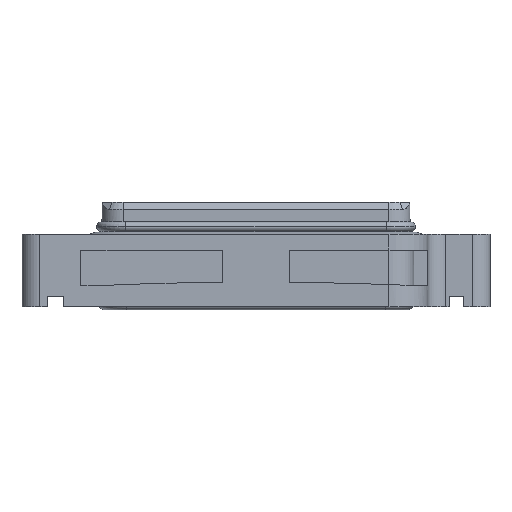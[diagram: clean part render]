
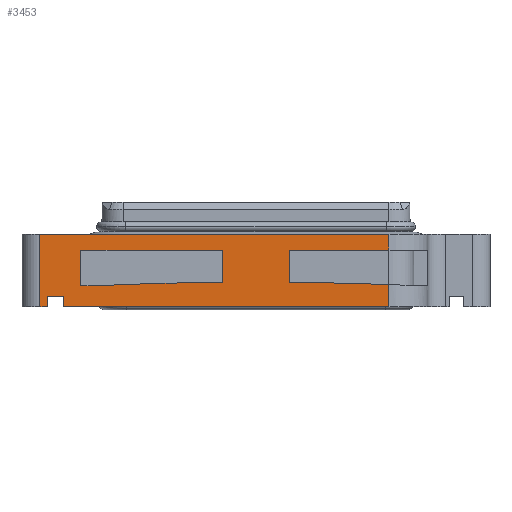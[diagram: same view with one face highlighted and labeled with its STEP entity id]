
A CAD part, left-side view. The second image highlights one B-rep face of the part: STEP entity #3453.
In plain terms, the highlighted planar face has unit normal (-1, 0, 0).
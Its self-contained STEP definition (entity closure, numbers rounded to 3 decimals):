
#3357=AXIS2_PLACEMENT_3D('Plane Axis2P3D',#3354,#3355,#3356) ;
#3368=AXIS2_PLACEMENT_3D('Circle Axis2P3D',#3366,#3367,$) ;
#3413=AXIS2_PLACEMENT_3D('Circle Axis2P3D',#3411,#3412,$) ;
#2536=CARTESIAN_POINT('Vertex',(0.,28.5,0.8)) ;
#2539=CARTESIAN_POINT('Line Origine',(0.,74.375,0.8)) ;
#2543=CARTESIAN_POINT('Vertex',(0.,120.25,0.8)) ;
#2696=CARTESIAN_POINT('Vertex',(0.,124.75,0.8)) ;
#2699=CARTESIAN_POINT('Line Origine',(0.,125.875,0.8)) ;
#2703=CARTESIAN_POINT('Vertex',(0.,127.,0.8)) ;
#2753=CARTESIAN_POINT('Vertex',(0.,124.75,3.8)) ;
#2756=CARTESIAN_POINT('Line Origine',(0.,124.75,2.3)) ;
#2777=CARTESIAN_POINT('Vertex',(0.,120.25,3.8)) ;
#2780=CARTESIAN_POINT('Line Origine',(0.,122.5,3.8)) ;
#2797=CARTESIAN_POINT('Line Origine',(0.,120.25,2.3)) ;
#2898=CARTESIAN_POINT('Vertex',(0.,127.,21.3)) ;
#2901=CARTESIAN_POINT('Line Origine',(0.,77.75,21.3)) ;
#2905=CARTESIAN_POINT('Vertex',(0.,28.5,21.3)) ;
#3354=CARTESIAN_POINT('Axis2P3D Location',(0.,132.,0.8)) ;
#3359=CARTESIAN_POINT('Line Origine',(0.,28.5,3.944)) ;
#3363=CARTESIAN_POINT('Vertex',(0.,28.5,7.087)) ;
#3366=CARTESIAN_POINT('Axis2P3D Location',(0.,66.,-992.209)) ;
#3370=CARTESIAN_POINT('Vertex',(0.,56.6,7.746)) ;
#3373=CARTESIAN_POINT('Line Origine',(0.,56.6,12.273)) ;
#3377=CARTESIAN_POINT('Vertex',(0.,56.6,16.8)) ;
#3380=CARTESIAN_POINT('Line Origine',(0.,42.55,16.8)) ;
#3384=CARTESIAN_POINT('Vertex',(0.,28.5,16.8)) ;
#3387=CARTESIAN_POINT('Line Origine',(0.,28.5,19.05)) ;
#3392=CARTESIAN_POINT('Line Origine',(0.,127.,11.05)) ;
#3411=CARTESIAN_POINT('Axis2P3D Location',(0.,66.,-992.209)) ;
#3415=CARTESIAN_POINT('Vertex',(0.,75.4,7.746)) ;
#3417=CARTESIAN_POINT('Vertex',(0.,110.5,6.8)) ;
#3420=CARTESIAN_POINT('Line Origine',(0.,112.95,6.8)) ;
#3424=CARTESIAN_POINT('Vertex',(0.,115.4,6.8)) ;
#3427=CARTESIAN_POINT('Line Origine',(0.,115.4,11.8)) ;
#3431=CARTESIAN_POINT('Vertex',(0.,115.4,16.8)) ;
#3434=CARTESIAN_POINT('Line Origine',(0.,95.4,16.8)) ;
#3438=CARTESIAN_POINT('Vertex',(0.,75.4,16.8)) ;
#3441=CARTESIAN_POINT('Line Origine',(0.,75.4,12.273)) ;
#2540=DIRECTION('Vector Direction',(0.,-1.,0.)) ;
#2700=DIRECTION('Vector Direction',(0.,-1.,0.)) ;
#2757=DIRECTION('Vector Direction',(0.,0.,1.)) ;
#2781=DIRECTION('Vector Direction',(0.,1.,0.)) ;
#2798=DIRECTION('Vector Direction',(0.,0.,1.)) ;
#2902=DIRECTION('Vector Direction',(0.,-1.,0.)) ;
#3355=DIRECTION('Axis2P3D Direction',(-1.,0.,0.)) ;
#3356=DIRECTION('Axis2P3D XDirection',(0.,-1.,0.)) ;
#3360=DIRECTION('Vector Direction',(0.,0.,1.)) ;
#3367=DIRECTION('Axis2P3D Direction',(-1.,0.,0.)) ;
#3374=DIRECTION('Vector Direction',(0.,0.,1.)) ;
#3381=DIRECTION('Vector Direction',(0.,-1.,0.)) ;
#3388=DIRECTION('Vector Direction',(0.,0.,1.)) ;
#3393=DIRECTION('Vector Direction',(0.,0.,1.)) ;
#3412=DIRECTION('Axis2P3D Direction',(-1.,0.,0.)) ;
#3421=DIRECTION('Vector Direction',(0.,-1.,0.)) ;
#3428=DIRECTION('Vector Direction',(0.,0.,1.)) ;
#3435=DIRECTION('Vector Direction',(0.,-1.,0.)) ;
#3442=DIRECTION('Vector Direction',(0.,0.,1.)) ;
#2541=VECTOR('Line Direction',#2540,1.) ;
#2701=VECTOR('Line Direction',#2700,1.) ;
#2758=VECTOR('Line Direction',#2757,1.) ;
#2782=VECTOR('Line Direction',#2781,1.) ;
#2799=VECTOR('Line Direction',#2798,1.) ;
#2903=VECTOR('Line Direction',#2902,1.) ;
#3361=VECTOR('Line Direction',#3360,1.) ;
#3375=VECTOR('Line Direction',#3374,1.) ;
#3382=VECTOR('Line Direction',#3381,1.) ;
#3389=VECTOR('Line Direction',#3388,1.) ;
#3394=VECTOR('Line Direction',#3393,1.) ;
#3422=VECTOR('Line Direction',#3421,1.) ;
#3429=VECTOR('Line Direction',#3428,1.) ;
#3436=VECTOR('Line Direction',#3435,1.) ;
#3443=VECTOR('Line Direction',#3442,1.) ;
#3398=ORIENTED_EDGE('',*,*,#2545,.T.) ;
#3399=ORIENTED_EDGE('',*,*,#3365,.T.) ;
#3400=ORIENTED_EDGE('',*,*,#3372,.T.) ;
#3401=ORIENTED_EDGE('',*,*,#3379,.T.) ;
#3402=ORIENTED_EDGE('',*,*,#3386,.F.) ;
#3403=ORIENTED_EDGE('',*,*,#3391,.T.) ;
#3404=ORIENTED_EDGE('',*,*,#2907,.F.) ;
#3405=ORIENTED_EDGE('',*,*,#3396,.F.) ;
#3406=ORIENTED_EDGE('',*,*,#2705,.T.) ;
#3407=ORIENTED_EDGE('',*,*,#2760,.T.) ;
#3408=ORIENTED_EDGE('',*,*,#2784,.F.) ;
#3409=ORIENTED_EDGE('',*,*,#2801,.F.) ;
#3447=ORIENTED_EDGE('',*,*,#3419,.T.) ;
#3448=ORIENTED_EDGE('',*,*,#3426,.T.) ;
#3449=ORIENTED_EDGE('',*,*,#3433,.T.) ;
#3450=ORIENTED_EDGE('',*,*,#3440,.F.) ;
#3451=ORIENTED_EDGE('',*,*,#3445,.F.) ;
#3452=FACE_BOUND('',#3446,.T.) ;
#3453=ADVANCED_FACE('Hauptk\X2\00F6\X0\rper',(#3410,#3452),#3358,.T.) ;
#3369=CIRCLE('generated circle',#3368,1000.) ;
#3414=CIRCLE('generated circle',#3413,1000.) ;
#2545=EDGE_CURVE('',#2544,#2537,#2542,.T.) ;
#2705=EDGE_CURVE('',#2704,#2697,#2702,.T.) ;
#2760=EDGE_CURVE('',#2697,#2754,#2759,.T.) ;
#2784=EDGE_CURVE('',#2778,#2754,#2783,.T.) ;
#2801=EDGE_CURVE('',#2544,#2778,#2800,.T.) ;
#2907=EDGE_CURVE('',#2899,#2906,#2904,.T.) ;
#3365=EDGE_CURVE('',#2537,#3364,#3362,.T.) ;
#3372=EDGE_CURVE('',#3364,#3371,#3369,.T.) ;
#3379=EDGE_CURVE('',#3371,#3378,#3376,.T.) ;
#3386=EDGE_CURVE('',#3385,#3378,#3383,.F.) ;
#3391=EDGE_CURVE('',#3385,#2906,#3390,.T.) ;
#3396=EDGE_CURVE('',#2704,#2899,#3395,.T.) ;
#3419=EDGE_CURVE('',#3416,#3418,#3414,.T.) ;
#3426=EDGE_CURVE('',#3418,#3425,#3423,.F.) ;
#3433=EDGE_CURVE('',#3425,#3432,#3430,.T.) ;
#3440=EDGE_CURVE('',#3439,#3432,#3437,.F.) ;
#3445=EDGE_CURVE('',#3416,#3439,#3444,.T.) ;
#3397=EDGE_LOOP('',(#3398,#3399,#3400,#3401,#3402,#3403,#3404,#3405,#3406,#3407,#3408,#3409)) ;
#3446=EDGE_LOOP('',(#3447,#3448,#3449,#3450,#3451)) ;
#3410=FACE_OUTER_BOUND('',#3397,.T.) ;
#2542=LINE('Line',#2539,#2541) ;
#2702=LINE('Line',#2699,#2701) ;
#2759=LINE('Line',#2756,#2758) ;
#2783=LINE('Line',#2780,#2782) ;
#2800=LINE('Line',#2797,#2799) ;
#2904=LINE('Line',#2901,#2903) ;
#3362=LINE('Line',#3359,#3361) ;
#3376=LINE('Line',#3373,#3375) ;
#3383=LINE('Line',#3380,#3382) ;
#3390=LINE('Line',#3387,#3389) ;
#3395=LINE('Line',#3392,#3394) ;
#3423=LINE('Line',#3420,#3422) ;
#3430=LINE('Line',#3427,#3429) ;
#3437=LINE('Line',#3434,#3436) ;
#3444=LINE('Line',#3441,#3443) ;
#3358=PLANE('',#3357) ;
#2537=VERTEX_POINT('',#2536) ;
#2544=VERTEX_POINT('',#2543) ;
#2697=VERTEX_POINT('',#2696) ;
#2704=VERTEX_POINT('',#2703) ;
#2754=VERTEX_POINT('',#2753) ;
#2778=VERTEX_POINT('',#2777) ;
#2899=VERTEX_POINT('',#2898) ;
#2906=VERTEX_POINT('',#2905) ;
#3364=VERTEX_POINT('',#3363) ;
#3371=VERTEX_POINT('',#3370) ;
#3378=VERTEX_POINT('',#3377) ;
#3385=VERTEX_POINT('',#3384) ;
#3416=VERTEX_POINT('',#3415) ;
#3418=VERTEX_POINT('',#3417) ;
#3425=VERTEX_POINT('',#3424) ;
#3432=VERTEX_POINT('',#3431) ;
#3439=VERTEX_POINT('',#3438) ;
